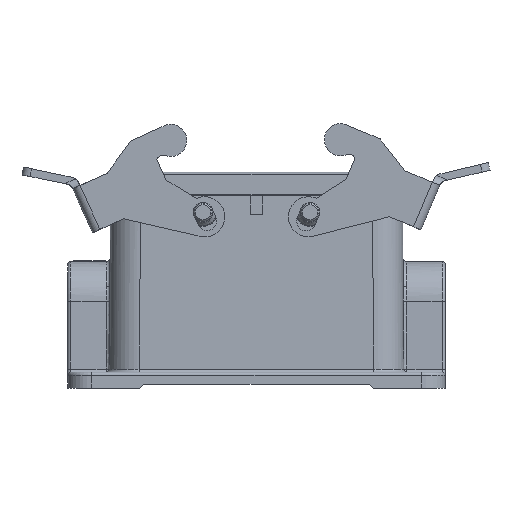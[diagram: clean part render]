
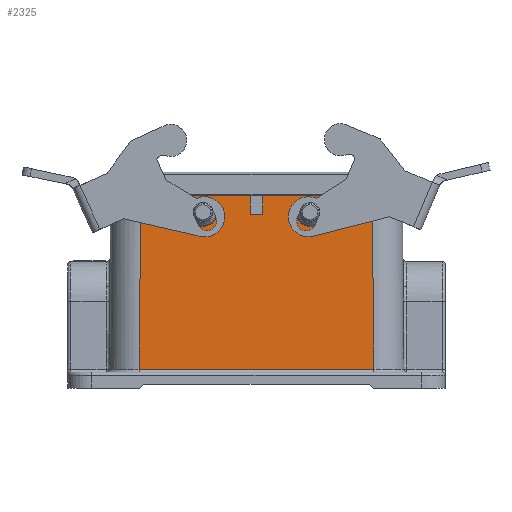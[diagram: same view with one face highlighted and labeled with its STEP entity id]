
A CAD part, front view. The second image highlights one B-rep face of the part: STEP entity #2325.
In plain terms, the highlighted planar face has unit normal (0, -1, 0.007).
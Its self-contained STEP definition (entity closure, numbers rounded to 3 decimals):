
#2164=CARTESIAN_POINT('',(57.0,-21.825,-38.25));
#2165=DIRECTION('',(0.0,-1.,0.007));
#2166=DIRECTION('',(0.0,-0.007,-1.));
#2167=AXIS2_PLACEMENT_3D('',#2164,#2165,#2166);
#2168=PLANE('',#2167);
#2169=CARTESIAN_POINT('',(-28.8,-21.5,5.7));
#2170=VERTEX_POINT('',#2169);
#2171=CARTESIAN_POINT('',(-29.168,-21.819,-37.456));
#2172=VERTEX_POINT('',#2171);
#2173=CARTESIAN_POINT('',(-28.8,-21.5,5.7));
#2174=DIRECTION('',(-0.009,-0.007,-1.));
#2175=VECTOR('',#2174,43.159);
#2176=LINE('',#2173,#2175);
#2177=EDGE_CURVE('',#2170,#2172,#2176,.T.);
#2178=ORIENTED_EDGE('',*,*,#2177,.T.);
#2179=CARTESIAN_POINT('',(29.168,-21.819,-37.456));
#2180=VERTEX_POINT('',#2179);
#2181=CARTESIAN_POINT('',(-29.168,-21.819,-37.456));
#2182=DIRECTION('',(1.0,0.0,0.0));
#2183=VECTOR('',#2182,58.337);
#2184=LINE('',#2181,#2183);
#2185=EDGE_CURVE('',#2172,#2180,#2184,.T.);
#2186=ORIENTED_EDGE('',*,*,#2185,.T.);
#2187=CARTESIAN_POINT('',(28.8,-21.5,5.7));
#2188=VERTEX_POINT('',#2187);
#2189=CARTESIAN_POINT('',(29.168,-21.819,-37.456));
#2190=DIRECTION('',(-0.009,0.007,1.));
#2191=VECTOR('',#2190,43.159);
#2192=LINE('',#2189,#2191);
#2193=EDGE_CURVE('',#2180,#2188,#2192,.T.);
#2194=ORIENTED_EDGE('',*,*,#2193,.T.);
#2195=CARTESIAN_POINT('',(1.6,-21.5,5.7));
#2196=VERTEX_POINT('',#2195);
#2197=CARTESIAN_POINT('',(28.8,-21.5,5.7));
#2198=DIRECTION('',(-1.0,0.0,0.0));
#2199=VECTOR('',#2198,27.2);
#2200=LINE('',#2197,#2199);
#2201=EDGE_CURVE('',#2188,#2196,#2200,.T.);
#2202=ORIENTED_EDGE('',*,*,#2201,.T.);
#2203=CARTESIAN_POINT('',(1.6,-21.535,1.));
#2204=VERTEX_POINT('',#2203);
#2205=CARTESIAN_POINT('',(1.6,-21.535,1.));
#2206=DIRECTION('',(0.0,0.007,1.));
#2207=VECTOR('',#2206,4.7);
#2208=LINE('',#2205,#2207);
#2209=EDGE_CURVE('',#2204,#2196,#2208,.T.);
#2210=ORIENTED_EDGE('',*,*,#2209,.F.);
#2211=CARTESIAN_POINT('',(-1.6,-21.535,1.));
#2212=VERTEX_POINT('',#2211);
#2213=CARTESIAN_POINT('',(1.6,-21.535,1.));
#2214=DIRECTION('',(-1.0,0.0,0.0));
#2215=VECTOR('',#2214,3.2);
#2216=LINE('',#2213,#2215);
#2217=EDGE_CURVE('',#2204,#2212,#2216,.T.);
#2218=ORIENTED_EDGE('',*,*,#2217,.T.);
#2219=CARTESIAN_POINT('',(-1.6,-21.5,5.7));
#2220=VERTEX_POINT('',#2219);
#2221=CARTESIAN_POINT('',(-1.6,-21.5,5.7));
#2222=DIRECTION('',(0.0,-0.007,-1.));
#2223=VECTOR('',#2222,4.7);
#2224=LINE('',#2221,#2223);
#2225=EDGE_CURVE('',#2220,#2212,#2224,.T.);
#2226=ORIENTED_EDGE('',*,*,#2225,.F.);
#2227=CARTESIAN_POINT('',(-1.6,-21.5,5.7));
#2228=DIRECTION('',(-1.0,0.0,0.0));
#2229=VECTOR('',#2228,27.2);
#2230=LINE('',#2227,#2229);
#2231=EDGE_CURVE('',#2220,#2170,#2230,.T.);
#2232=ORIENTED_EDGE('',*,*,#2231,.T.);
#2233=EDGE_LOOP('',(#2178,#2186,#2194,#2202,#2210,#2218,#2226,#2232));
#2234=FACE_OUTER_BOUND('',#2233,.T.);
#2235=CARTESIAN_POINT('',(15.1,-21.531,1.55));
#2236=VERTEX_POINT('',#2235);
#2237=CARTESIAN_POINT('',(11.5,-21.531,1.554));
#2238=VERTEX_POINT('',#2237);
#2239=CARTESIAN_POINT('',(15.1,-21.531,1.55));
#2240=CARTESIAN_POINT('',(15.1,-21.527,2.047));
#2241=CARTESIAN_POINT('',(14.925,-21.524,2.47));
#2242=CARTESIAN_POINT('',(14.573,-21.521,2.822));
#2243=CARTESIAN_POINT('',(14.222,-21.519,3.174));
#2244=CARTESIAN_POINT('',(13.798,-21.517,3.35));
#2245=CARTESIAN_POINT('',(13.301,-21.517,3.35));
#2246=CARTESIAN_POINT('',(12.804,-21.517,3.35));
#2247=CARTESIAN_POINT('',(12.38,-21.519,3.175));
#2248=CARTESIAN_POINT('',(12.028,-21.521,2.824));
#2249=CARTESIAN_POINT('',(11.677,-21.524,2.473));
#2250=CARTESIAN_POINT('',(11.501,-21.527,2.05));
#2251=CARTESIAN_POINT('',(11.5,-21.531,1.554));
#2252=B_SPLINE_CURVE_WITH_KNOTS('',3,(#2239,#2240,#2241,#2242,#2243,#2244,#2245,#2246,#2247,#2248,#2249,#2250,#2251),.UNSPECIFIED.,.F.,.U.,(4,3,3,3,4),(0.,0.25,0.5,0.75,1.),.UNSPECIFIED.);
#2253=EDGE_CURVE('',#2236,#2238,#2252,.T.);
#2254=ORIENTED_EDGE('',*,*,#2253,.F.);
#2255=CARTESIAN_POINT('',(16.8,-21.531,1.55));
#2256=VERTEX_POINT('',#2255);
#2257=CARTESIAN_POINT('',(16.8,-21.531,1.55));
#2258=DIRECTION('',(-1.0,0.0,0.0));
#2259=VECTOR('',#2258,1.7);
#2260=LINE('',#2257,#2259);
#2261=EDGE_CURVE('',#2256,#2236,#2260,.T.);
#2262=ORIENTED_EDGE('',*,*,#2261,.F.);
#2263=CARTESIAN_POINT('',(9.8,-21.531,1.55));
#2264=VERTEX_POINT('',#2263);
#2265=CARTESIAN_POINT('',(13.3,-21.531,1.55));
#2266=DIRECTION('',(0.0,-1.,0.007));
#2267=DIRECTION('',(0.0,-0.007,-1.));
#2268=AXIS2_PLACEMENT_3D('',#2265,#2266,#2267);
#2269=ELLIPSE('',#2268,3.5,3.5);
#2270=EDGE_CURVE('',#2264,#2256,#2269,.T.);
#2271=ORIENTED_EDGE('',*,*,#2270,.F.);
#2272=CARTESIAN_POINT('',(11.5,-21.531,1.55));
#2273=DIRECTION('',(-1.0,0.0,0.0));
#2274=VECTOR('',#2273,1.7);
#2275=LINE('',#2272,#2274);
#2276=EDGE_CURVE('',#2238,#2264,#2275,.T.);
#2277=ORIENTED_EDGE('',*,*,#2276,.F.);
#2278=EDGE_LOOP('',(#2254,#2262,#2271,#2277));
#2279=FACE_BOUND('',#2278,.T.);
#2280=CARTESIAN_POINT('',(-11.5,-21.531,1.55));
#2281=VERTEX_POINT('',#2280);
#2282=CARTESIAN_POINT('',(-15.1,-21.531,1.554));
#2283=VERTEX_POINT('',#2282);
#2284=CARTESIAN_POINT('',(-11.5,-21.531,1.55));
#2285=CARTESIAN_POINT('',(-11.5,-21.527,2.047));
#2286=CARTESIAN_POINT('',(-11.676,-21.524,2.471));
#2287=CARTESIAN_POINT('',(-12.027,-21.521,2.823));
#2288=CARTESIAN_POINT('',(-12.378,-21.519,3.174));
#2289=CARTESIAN_POINT('',(-12.802,-21.517,3.35));
#2290=CARTESIAN_POINT('',(-13.299,-21.517,3.35));
#2291=CARTESIAN_POINT('',(-13.796,-21.517,3.35));
#2292=CARTESIAN_POINT('',(-14.22,-21.519,3.175));
#2293=CARTESIAN_POINT('',(-14.572,-21.521,2.824));
#2294=CARTESIAN_POINT('',(-14.923,-21.524,2.473));
#2295=CARTESIAN_POINT('',(-15.099,-21.527,2.05));
#2296=CARTESIAN_POINT('',(-15.1,-21.531,1.554));
#2297=B_SPLINE_CURVE_WITH_KNOTS('',3,(#2284,#2285,#2286,#2287,#2288,#2289,#2290,#2291,#2292,#2293,#2294,#2295,#2296),.UNSPECIFIED.,.F.,.U.,(4,3,3,3,4),(0.,0.25,0.5,0.75,1.),.UNSPECIFIED.);
#2298=EDGE_CURVE('',#2281,#2283,#2297,.T.);
#2299=ORIENTED_EDGE('',*,*,#2298,.F.);
#2300=CARTESIAN_POINT('',(-9.8,-21.531,1.55));
#2301=VERTEX_POINT('',#2300);
#2302=CARTESIAN_POINT('',(-9.8,-21.531,1.55));
#2303=DIRECTION('',(-1.0,0.0,0.0));
#2304=VECTOR('',#2303,1.7);
#2305=LINE('',#2302,#2304);
#2306=EDGE_CURVE('',#2301,#2281,#2305,.T.);
#2307=ORIENTED_EDGE('',*,*,#2306,.F.);
#2308=CARTESIAN_POINT('',(-16.8,-21.531,1.55));
#2309=VERTEX_POINT('',#2308);
#2310=CARTESIAN_POINT('',(-13.3,-21.531,1.55));
#2311=DIRECTION('',(0.0,-1.,0.007));
#2312=DIRECTION('',(0.0,-0.007,-1.));
#2313=AXIS2_PLACEMENT_3D('',#2310,#2311,#2312);
#2314=ELLIPSE('',#2313,3.5,3.5);
#2315=EDGE_CURVE('',#2309,#2301,#2314,.T.);
#2316=ORIENTED_EDGE('',*,*,#2315,.F.);
#2317=CARTESIAN_POINT('',(-15.1,-21.531,1.55));
#2318=DIRECTION('',(-1.0,0.0,0.0));
#2319=VECTOR('',#2318,1.7);
#2320=LINE('',#2317,#2319);
#2321=EDGE_CURVE('',#2283,#2309,#2320,.T.);
#2322=ORIENTED_EDGE('',*,*,#2321,.F.);
#2323=EDGE_LOOP('',(#2299,#2307,#2316,#2322));
#2324=FACE_BOUND('',#2323,.T.);
#2325=ADVANCED_FACE('',(#2234,#2279,#2324),#2168,.T.);
